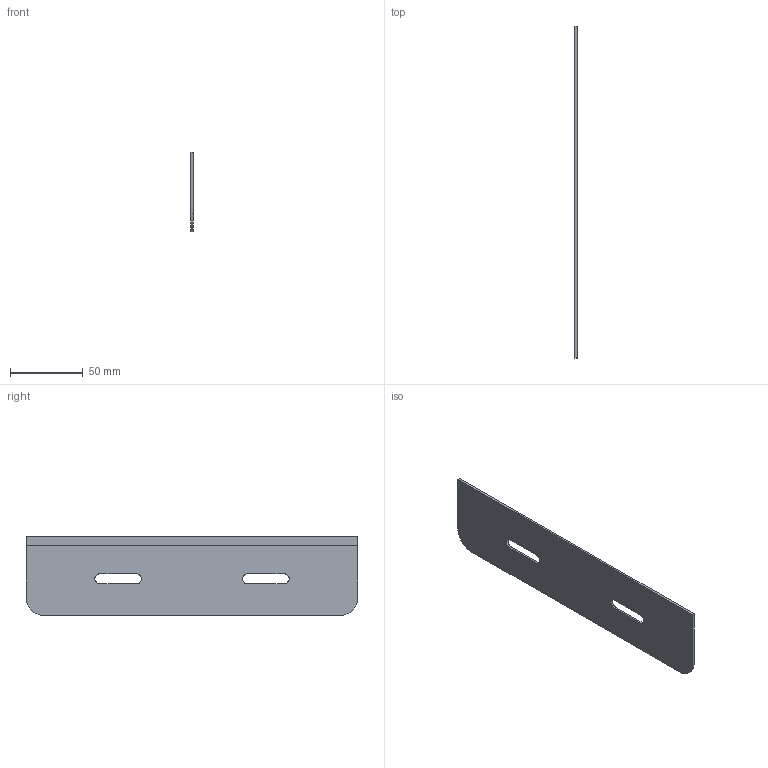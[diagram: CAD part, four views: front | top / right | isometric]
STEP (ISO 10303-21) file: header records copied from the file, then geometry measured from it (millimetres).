
FILE_DESCRIPTION (( 'STEP AP214' ), '1' );
FILE_NAME ('Tab_Step_File.STEP', '2024-12-06T17:57:34', ( '' ), ( '' ), 'SwSTEP 2.0', 'SolidWorks 2024', '' );
FILE_SCHEMA (( 'AUTOMOTIVE_DESIGN' ));
Length unit declared in the file: inch
Products named in the file (1): Tab_Step_File
Bounding box: 1.59 x 228.6 x 54.61 mm (x, y, z)
Volume: 19049.5 mm3; surface area: 25109.9 mm2
Topology: 1 solids, 1 shells, 17 faces, 45 edges, 30 vertices
Faces by surface type: plane 11, cylinder 6
Entity records: 566 total; most frequent: CARTESIAN_POINT 93, DIRECTION 93, ORIENTED_EDGE 90, EDGE_CURVE 45, VECTOR 33, LINE 33, AXIS2_PLACEMENT_3D 30, VERTEX_POINT 30
